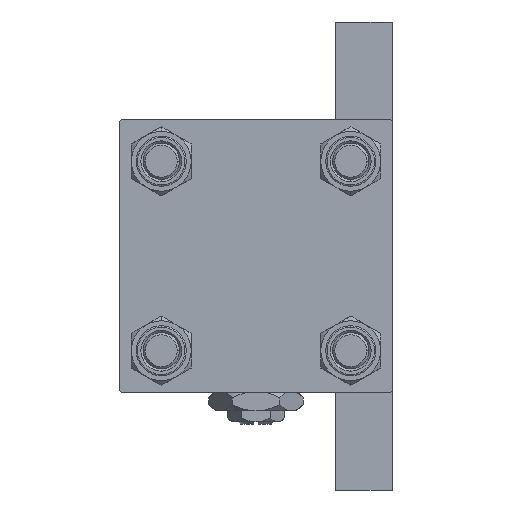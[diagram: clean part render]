
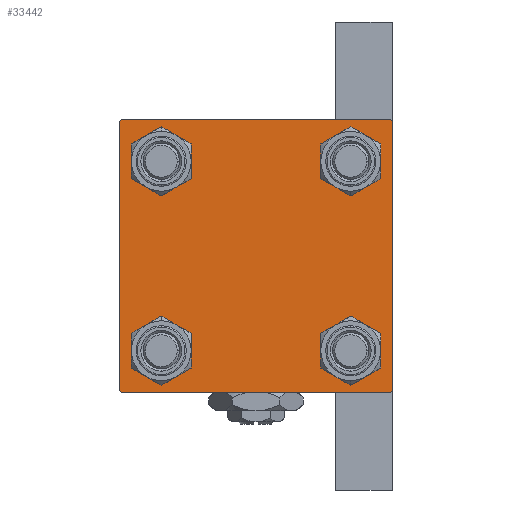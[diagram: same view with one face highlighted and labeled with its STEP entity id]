
A CAD part, left-side view. The second image highlights one B-rep face of the part: STEP entity #33442.
In plain terms, the highlighted planar face has unit normal (-1, 0, 0).
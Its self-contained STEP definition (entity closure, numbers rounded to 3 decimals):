
#214 = DIRECTION ( 'NONE',  ( 0., 0., 1. ) ) ;
#547 = AXIS2_PLACEMENT_3D ( 'NONE', #4450, #52374, #214 ) ;
#933 = VERTEX_POINT ( 'NONE', #44755 ) ;
#1102 = DIRECTION ( 'NONE',  ( 0., 0.707, 0.707 ) ) ;
#1633 = DIRECTION ( 'NONE',  ( 0., 0., 1. ) ) ;
#2406 = DIRECTION ( 'NONE',  ( 1., 0., 0. ) ) ;
#2481 = AXIS2_PLACEMENT_3D ( 'NONE', #41454, #9690, #37752 ) ;
#2927 = LINE ( 'NONE', #44717, #48912 ) ;
#2934 = CARTESIAN_POINT ( 'NONE',  ( 0., -20.85, 25.35 ) ) ;
#2950 = DIRECTION ( 'NONE',  ( 1., 0., 0. ) ) ;
#3654 = VECTOR ( 'NONE', #48797, 1000. ) ;
#4450 = CARTESIAN_POINT ( 'NONE',  ( 0., -20.85, 20.85 ) ) ;
#4653 = ORIENTED_EDGE ( 'NONE', *, *, #36534, .T. ) ;
#4719 = EDGE_LOOP ( 'NONE', ( #23681, #36418 ) ) ;
#4725 = CARTESIAN_POINT ( 'NONE',  ( 0., 20.85, 20.85 ) ) ;
#5732 = EDGE_CURVE ( 'NONE', #32273, #17269, #47362, .T. ) ;
#6645 = DIRECTION ( 'NONE',  ( 0., 0., 1. ) ) ;
#6689 = VERTEX_POINT ( 'NONE', #48161 ) ;
#7804 = LINE ( 'NONE', #23934, #3654 ) ;
#7920 = CARTESIAN_POINT ( 'NONE',  ( 0., 29.75, -29.75 ) ) ;
#8189 = VERTEX_POINT ( 'NONE', #2934 ) ;
#8210 = LINE ( 'NONE', #25361, #45957 ) ;
#8511 = ORIENTED_EDGE ( 'NONE', *, *, #32294, .T. ) ;
#8649 = CARTESIAN_POINT ( 'NONE',  ( 0., -29.5, 30. ) ) ;
#9390 = EDGE_CURVE ( 'NONE', #30707, #24375, #48131, .T. ) ;
#9690 = DIRECTION ( 'NONE',  ( 1., 0., 0. ) ) ;
#10078 = CARTESIAN_POINT ( 'NONE',  ( 0., -20.85, 20.85 ) ) ;
#10682 = CARTESIAN_POINT ( 'NONE',  ( 0., 29.5, -30. ) ) ;
#11169 = ORIENTED_EDGE ( 'NONE', *, *, #16914, .T. ) ;
#11217 = CARTESIAN_POINT ( 'NONE',  ( 0., -20.85, -20.85 ) ) ;
#11750 = AXIS2_PLACEMENT_3D ( 'NONE', #19629, #2950, #22800 ) ;
#12046 = FACE_BOUND ( 'NONE', #4719, .T. ) ;
#12546 = FACE_BOUND ( 'NONE', #31541, .T. ) ;
#13075 = EDGE_CURVE ( 'NONE', #8189, #6689, #14082, .T. ) ;
#13495 = VERTEX_POINT ( 'NONE', #47331 ) ;
#13781 = LINE ( 'NONE', #37161, #50767 ) ;
#14082 = CIRCLE ( 'NONE', #43687, 4.5 ) ;
#14652 = DIRECTION ( 'NONE',  ( 1., 0., 0. ) ) ;
#14953 = ORIENTED_EDGE ( 'NONE', *, *, #32783, .T. ) ;
#15245 = CARTESIAN_POINT ( 'NONE',  ( 0., -30., 29.5 ) ) ;
#16238 = DIRECTION ( 'NONE',  ( 1., 0., 0. ) ) ;
#16289 = CIRCLE ( 'NONE', #45864, 4.5 ) ;
#16914 = EDGE_CURVE ( 'NONE', #933, #24375, #2927, .T. ) ;
#17168 = DIRECTION ( 'NONE',  ( 0., -0.707, 0.707 ) ) ;
#17269 = VERTEX_POINT ( 'NONE', #10682 ) ;
#17514 = LINE ( 'NONE', #33399, #49116 ) ;
#17611 = CARTESIAN_POINT ( 'NONE',  ( 0., -30., -29.5 ) ) ;
#17652 = VERTEX_POINT ( 'NONE', #18557 ) ;
#17804 = EDGE_CURVE ( 'NONE', #17269, #933, #8210, .T. ) ;
#18245 = CIRCLE ( 'NONE', #19080, 4.5 ) ;
#18273 = CARTESIAN_POINT ( 'NONE',  ( 0., 30., 29.5 ) ) ;
#18557 = CARTESIAN_POINT ( 'NONE',  ( 0., 20.85, -16.35 ) ) ;
#18828 = CARTESIAN_POINT ( 'NONE',  ( 0., -20.85, -20.85 ) ) ;
#19080 = AXIS2_PLACEMENT_3D ( 'NONE', #4725, #32773, #19853 ) ;
#19629 = CARTESIAN_POINT ( 'NONE',  ( 0., 20.85, 20.85 ) ) ;
#19853 = DIRECTION ( 'NONE',  ( 0., 0., 1. ) ) ;
#20241 = FACE_BOUND ( 'NONE', #28458, .T. ) ;
#20364 = ORIENTED_EDGE ( 'NONE', *, *, #13075, .T. ) ;
#21997 = AXIS2_PLACEMENT_3D ( 'NONE', #11217, #14652, #27332 ) ;
#22800 = DIRECTION ( 'NONE',  ( 0., 0., 1. ) ) ;
#22804 = VECTOR ( 'NONE', #44183, 1000. ) ;
#23354 = EDGE_CURVE ( 'NONE', #13495, #26727, #32835, .T. ) ;
#23681 = ORIENTED_EDGE ( 'NONE', *, *, #23354, .T. ) ;
#23934 = CARTESIAN_POINT ( 'NONE',  ( 0., 29.75, 29.75 ) ) ;
#24285 = VERTEX_POINT ( 'NONE', #8649 ) ;
#24365 = EDGE_CURVE ( 'NONE', #34201, #17652, #34584, .T. ) ;
#24375 = VERTEX_POINT ( 'NONE', #17611 ) ;
#24622 = CIRCLE ( 'NONE', #33915, 4.5 ) ;
#25361 = CARTESIAN_POINT ( 'NONE',  ( 0., 30., -30. ) ) ;
#25864 = EDGE_CURVE ( 'NONE', #45637, #48736, #44817, .T. ) ;
#26727 = VERTEX_POINT ( 'NONE', #32736 ) ;
#26887 = EDGE_CURVE ( 'NONE', #39243, #24285, #13781, .T. ) ;
#27041 = VERTEX_POINT ( 'NONE', #18273 ) ;
#27332 = DIRECTION ( 'NONE',  ( 0., 0., 1. ) ) ;
#27558 = ORIENTED_EDGE ( 'NONE', *, *, #26887, .F. ) ;
#28133 = CARTESIAN_POINT ( 'NONE',  ( 0., 20.85, -20.85 ) ) ;
#28458 = EDGE_LOOP ( 'NONE', ( #20364, #43263 ) ) ;
#28866 = VECTOR ( 'NONE', #32738, 1000. ) ;
#29685 = CARTESIAN_POINT ( 'NONE',  ( 0., 30., -29.5 ) ) ;
#30707 = VERTEX_POINT ( 'NONE', #15245 ) ;
#31541 = EDGE_LOOP ( 'NONE', ( #52200, #43546 ) ) ;
#32270 = EDGE_CURVE ( 'NONE', #17652, #34201, #24622, .T. ) ;
#32273 = VERTEX_POINT ( 'NONE', #29685 ) ;
#32294 = EDGE_CURVE ( 'NONE', #30707, #24285, #17514, .T. ) ;
#32736 = CARTESIAN_POINT ( 'NONE',  ( 0., 20.85, 16.35 ) ) ;
#32738 = DIRECTION ( 'NONE',  ( 0., 0., -1. ) ) ;
#32773 = DIRECTION ( 'NONE',  ( 1., 0., 0. ) ) ;
#32783 = EDGE_CURVE ( 'NONE', #27041, #32273, #38254, .T. ) ;
#32835 = CIRCLE ( 'NONE', #11750, 4.5 ) ;
#32906 = DIRECTION ( 'NONE',  ( 0., -1., 0. ) ) ;
#33340 = ORIENTED_EDGE ( 'NONE', *, *, #25864, .T. ) ;
#33399 = CARTESIAN_POINT ( 'NONE',  ( 0., -29.75, 29.75 ) ) ;
#33442 = ADVANCED_FACE ( 'NONE', ( #20241, #48042, #12546, #12046, #36902 ), #43823, .T. ) ;
#33915 = AXIS2_PLACEMENT_3D ( 'NONE', #28133, #16238, #1633 ) ;
#34201 = VERTEX_POINT ( 'NONE', #36149 ) ;
#34446 = DIRECTION ( 'NONE',  ( 1., 0., 0. ) ) ;
#34584 = CIRCLE ( 'NONE', #2481, 4.5 ) ;
#34792 = DIRECTION ( 'NONE',  ( 0., 0., -1. ) ) ;
#34865 = ORIENTED_EDGE ( 'NONE', *, *, #35638, .T. ) ;
#35638 = EDGE_CURVE ( 'NONE', #48736, #45637, #16289, .T. ) ;
#36149 = CARTESIAN_POINT ( 'NONE',  ( 0., 20.85, -25.35 ) ) ;
#36391 = CARTESIAN_POINT ( 'NONE',  ( 0., 0., 0. ) ) ;
#36418 = ORIENTED_EDGE ( 'NONE', *, *, #42923, .T. ) ;
#36441 = CARTESIAN_POINT ( 'NONE',  ( 0., -20.85, -25.35 ) ) ;
#36534 = EDGE_CURVE ( 'NONE', #39243, #27041, #7804, .T. ) ;
#36902 = FACE_OUTER_BOUND ( 'NONE', #42268, .T. ) ;
#37161 = CARTESIAN_POINT ( 'NONE',  ( 0., 30., 30. ) ) ;
#37752 = DIRECTION ( 'NONE',  ( 0., 0., 1. ) ) ;
#38254 = LINE ( 'NONE', #41687, #46595 ) ;
#38782 = ORIENTED_EDGE ( 'NONE', *, *, #5732, .T. ) ;
#39243 = VERTEX_POINT ( 'NONE', #49048 ) ;
#40114 = DIRECTION ( 'NONE',  ( -1., 0., 0. ) ) ;
#40500 = DIRECTION ( 'NONE',  ( 0., -1., 0. ) ) ;
#41454 = CARTESIAN_POINT ( 'NONE',  ( 0., 20.85, -20.85 ) ) ;
#41687 = CARTESIAN_POINT ( 'NONE',  ( 0., 30., 30. ) ) ;
#42268 = EDGE_LOOP ( 'NONE', ( #14953, #38782, #47436, #11169, #51019, #8511, #27558, #4653 ) ) ;
#42923 = EDGE_CURVE ( 'NONE', #26727, #13495, #18245, .T. ) ;
#43139 = EDGE_LOOP ( 'NONE', ( #34865, #33340 ) ) ;
#43263 = ORIENTED_EDGE ( 'NONE', *, *, #48303, .T. ) ;
#43546 = ORIENTED_EDGE ( 'NONE', *, *, #24365, .T. ) ;
#43687 = AXIS2_PLACEMENT_3D ( 'NONE', #10078, #2406, #6645 ) ;
#43823 = PLANE ( 'NONE',  #44966 ) ;
#44183 = DIRECTION ( 'NONE',  ( 0., -0.707, -0.707 ) ) ;
#44717 = CARTESIAN_POINT ( 'NONE',  ( 0., -29.75, -29.75 ) ) ;
#44755 = CARTESIAN_POINT ( 'NONE',  ( 0., -29.5, -30. ) ) ;
#44817 = CIRCLE ( 'NONE', #21997, 4.5 ) ;
#44840 = DIRECTION ( 'NONE',  ( 0., 0., 1. ) ) ;
#44966 = AXIS2_PLACEMENT_3D ( 'NONE', #36391, #40114, #44840 ) ;
#45366 = CIRCLE ( 'NONE', #547, 4.5 ) ;
#45637 = VERTEX_POINT ( 'NONE', #36441 ) ;
#45864 = AXIS2_PLACEMENT_3D ( 'NONE', #18828, #34446, #46886 ) ;
#45957 = VECTOR ( 'NONE', #40500, 1000. ) ;
#46595 = VECTOR ( 'NONE', #34792, 1000. ) ;
#46886 = DIRECTION ( 'NONE',  ( 0., 0., 1. ) ) ;
#47331 = CARTESIAN_POINT ( 'NONE',  ( 0., 20.85, 25.35 ) ) ;
#47362 = LINE ( 'NONE', #7920, #22804 ) ;
#47436 = ORIENTED_EDGE ( 'NONE', *, *, #17804, .T. ) ;
#48042 = FACE_BOUND ( 'NONE', #43139, .T. ) ;
#48131 = LINE ( 'NONE', #52108, #28866 ) ;
#48161 = CARTESIAN_POINT ( 'NONE',  ( 0., -20.85, 16.35 ) ) ;
#48303 = EDGE_CURVE ( 'NONE', #6689, #8189, #45366, .T. ) ;
#48529 = CARTESIAN_POINT ( 'NONE',  ( 0., -20.85, -16.35 ) ) ;
#48736 = VERTEX_POINT ( 'NONE', #48529 ) ;
#48797 = DIRECTION ( 'NONE',  ( 0., 0.707, -0.707 ) ) ;
#48912 = VECTOR ( 'NONE', #17168, 1000. ) ;
#49048 = CARTESIAN_POINT ( 'NONE',  ( 0., 29.5, 30. ) ) ;
#49116 = VECTOR ( 'NONE', #1102, 1000. ) ;
#50767 = VECTOR ( 'NONE', #32906, 1000. ) ;
#51019 = ORIENTED_EDGE ( 'NONE', *, *, #9390, .F. ) ;
#52108 = CARTESIAN_POINT ( 'NONE',  ( 0., -30., 30. ) ) ;
#52200 = ORIENTED_EDGE ( 'NONE', *, *, #32270, .T. ) ;
#52374 = DIRECTION ( 'NONE',  ( 1., 0., 0. ) ) ;
